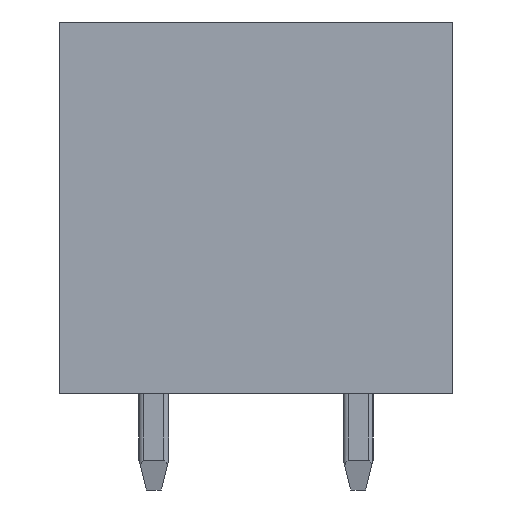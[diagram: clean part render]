
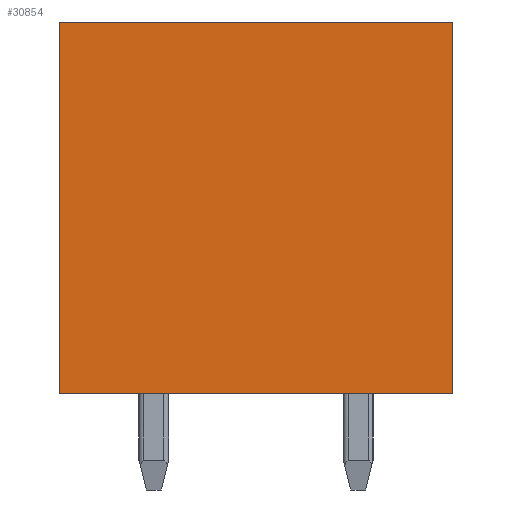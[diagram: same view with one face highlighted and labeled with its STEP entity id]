
A CAD part, left-side view. The second image highlights one B-rep face of the part: STEP entity #30854.
In plain terms, the highlighted planar face has unit normal (-1, 0, 0).
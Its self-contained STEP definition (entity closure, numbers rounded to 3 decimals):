
#2401=DIRECTION('',(0.,0.,-1.));
#2402=VECTOR('',#2401,10.);
#2403=CARTESIAN_POINT('',(-70.8,-5.3,3.7));
#2404=LINE('',#2403,#2402);
#2405=DIRECTION('',(0.,1.,0.));
#2406=VECTOR('',#2405,10.6);
#2407=CARTESIAN_POINT('',(-70.8,-5.3,-6.3));
#2408=LINE('',#2407,#2406);
#2409=DIRECTION('',(0.,0.,1.));
#2410=VECTOR('',#2409,10.);
#2411=CARTESIAN_POINT('',(-70.8,5.3,-6.3));
#2412=LINE('',#2411,#2410);
#2413=DIRECTION('',(0.,-1.,0.));
#2414=VECTOR('',#2413,10.6);
#2415=CARTESIAN_POINT('',(-70.8,5.3,3.7));
#2416=LINE('',#2415,#2414);
#22889=CARTESIAN_POINT('',(-70.8,-5.3,3.7));
#22890=CARTESIAN_POINT('',(-70.8,-5.3,-6.3));
#22891=VERTEX_POINT('',#22889);
#22892=VERTEX_POINT('',#22890);
#22893=CARTESIAN_POINT('',(-70.8,5.3,-6.3));
#22894=VERTEX_POINT('',#22893);
#22895=CARTESIAN_POINT('',(-70.8,5.3,3.7));
#22896=VERTEX_POINT('',#22895);
#30843=CARTESIAN_POINT('',(-70.8,0.,0.));
#30844=DIRECTION('',(1.,0.,0.));
#30845=DIRECTION('',(0.,-1.,0.));
#30846=AXIS2_PLACEMENT_3D('',#30843,#30844,#30845);
#30847=PLANE('',#30846);
#30848=ORIENTED_EDGE('',*,*,#28817,.T.);
#30849=ORIENTED_EDGE('',*,*,#28832,.T.);
#30850=ORIENTED_EDGE('',*,*,#29566,.T.);
#30851=ORIENTED_EDGE('',*,*,#29579,.T.);
#30852=EDGE_LOOP('',(#30848,#30849,#30850,#30851));
#30853=FACE_OUTER_BOUND('',#30852,.F.);
#30854=ADVANCED_FACE('',(#30853),#30847,.F.);
#28817=EDGE_CURVE('',#22891,#22892,#2404,.T.);
#28832=EDGE_CURVE('',#22892,#22894,#2408,.T.);
#29566=EDGE_CURVE('',#22894,#22896,#2412,.T.);
#29579=EDGE_CURVE('',#22896,#22891,#2416,.T.);
